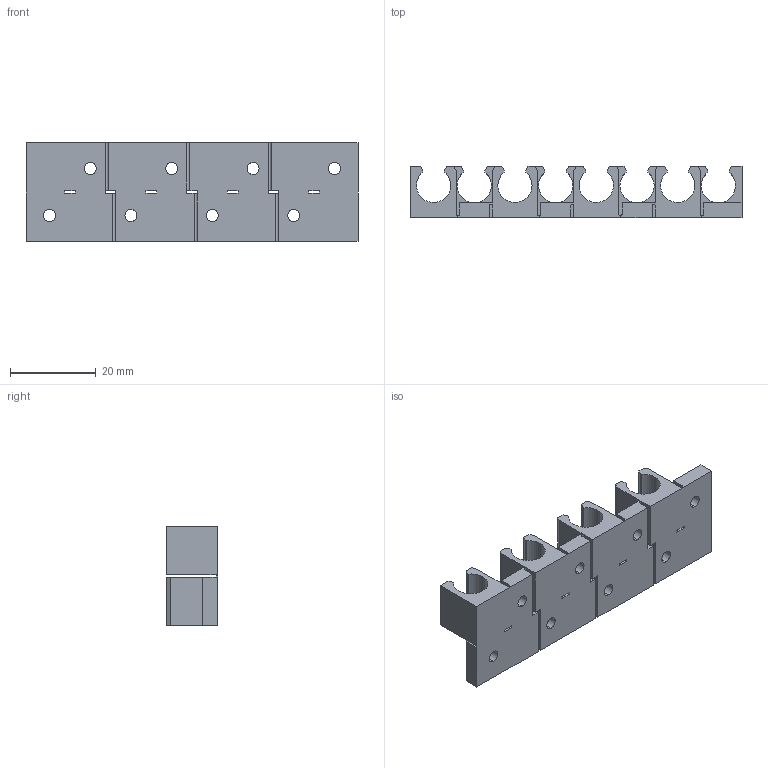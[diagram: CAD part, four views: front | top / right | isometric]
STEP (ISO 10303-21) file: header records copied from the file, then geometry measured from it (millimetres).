
FILE_DESCRIPTION (( 'STEP AP214' ), '1' );
FILE_NAME ('TM-08.step.step', '2010-09-15T04:20:05', ( 'SysAdmin' ), ( 'SolidWorks' ), 'SwSTEP 2.0', 'SolidWorks 2010', '' );
FILE_SCHEMA (( 'AUTOMOTIVE_DESIGN' ));
Length unit declared in the file: millimetre
Products named in the file (2): TM-08.step; TM-08.step_TM3083 Holder_08
Assembly tree (1 placements, depth 2):
  TM-08.step
    TM-08.step_TM3083 Holder_08
Bounding box: 77.5 x 12 x 23 mm (x, y, z)
Volume: 8618 mm3; surface area: 9253.6 mm2
Topology: 1 solids, 1 shells, 200 faces, 608 edges, 400 vertices
Faces by surface type: plane 130, cylinder 54, cone 16
Entity records: 6894 total; most frequent: ORIENTED_EDGE 1216, CARTESIAN_POINT 1212, DIRECTION 1140, EDGE_CURVE 608, VECTOR 484, LINE 484, VERTEX_POINT 400, AXIS2_PLACEMENT_3D 328
